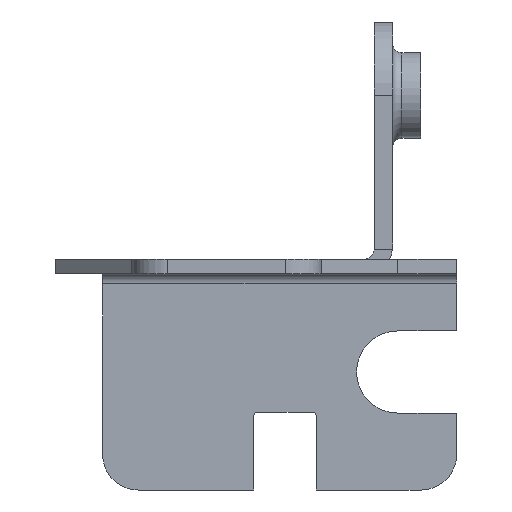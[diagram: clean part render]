
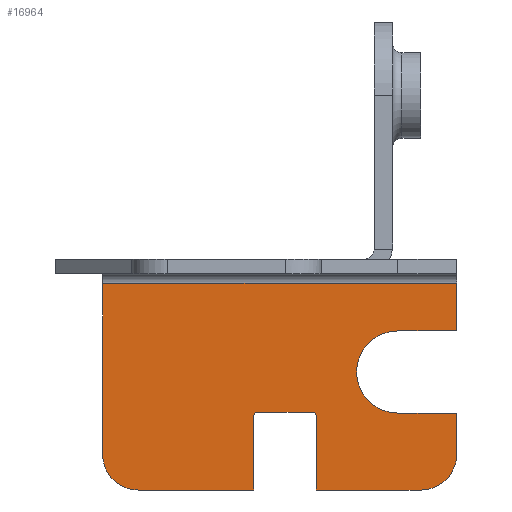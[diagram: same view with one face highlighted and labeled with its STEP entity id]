
A CAD part, front view. The second image highlights one B-rep face of the part: STEP entity #16964.
In plain terms, the highlighted planar face has unit normal (0, -1, 0).
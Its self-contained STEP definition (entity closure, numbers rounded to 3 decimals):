
#959=PLANE('',#17803);
#1722=FACE_OUTER_BOUND('',#2528,.T.);
#2528=EDGE_LOOP('',(#14289,#14290,#14291,#14292,#14293,#14294,#14295,#14296,
#14297,#14298,#14299,#14300,#14301,#14302,#14303,#14304,#14305,#14306));
#2874=CIRCLE('',#17795,0.2);
#2876=CIRCLE('',#17799,0.2);
#2878=CIRCLE('',#17804,1.91);
#2879=CIRCLE('',#17805,2.21);
#2880=CIRCLE('',#17806,1.91);
#5074=LINE('',#26648,#7318);
#5078=LINE('',#26660,#7322);
#5081=LINE('',#26666,#7325);
#5084=LINE('',#26672,#7328);
#5085=LINE('',#26674,#7329);
#5086=LINE('',#26678,#7330);
#5087=LINE('',#26680,#7331);
#5088=LINE('',#26684,#7332);
#5089=LINE('',#26686,#7333);
#5090=LINE('',#26688,#7334);
#5091=LINE('',#26690,#7335);
#5092=LINE('',#26692,#7336);
#5093=LINE('',#26694,#7337);
#7318=VECTOR('',#21498,10.);
#7322=VECTOR('',#21510,10.);
#7325=VECTOR('',#21515,10.);
#7328=VECTOR('',#21520,10.);
#7329=VECTOR('',#21521,10.);
#7330=VECTOR('',#21524,10.);
#7331=VECTOR('',#21525,10.);
#7332=VECTOR('',#21528,10.);
#7333=VECTOR('',#21529,10.);
#7334=VECTOR('',#21530,10.);
#7335=VECTOR('',#21531,10.);
#7336=VECTOR('',#21532,10.);
#7337=VECTOR('',#21533,10.);
#8913=VERTEX_POINT('',#26638);
#8914=VERTEX_POINT('',#26639);
#8917=VERTEX_POINT('',#26647);
#8919=VERTEX_POINT('',#26653);
#8921=VERTEX_POINT('',#26659);
#8923=VERTEX_POINT('',#26665);
#8925=VERTEX_POINT('',#26671);
#8926=VERTEX_POINT('',#26673);
#8927=VERTEX_POINT('',#26675);
#8928=VERTEX_POINT('',#26677);
#8929=VERTEX_POINT('',#26679);
#8930=VERTEX_POINT('',#26681);
#8931=VERTEX_POINT('',#26683);
#8932=VERTEX_POINT('',#26685);
#8933=VERTEX_POINT('',#26687);
#8934=VERTEX_POINT('',#26689);
#8935=VERTEX_POINT('',#26691);
#8936=VERTEX_POINT('',#26693);
#11190=EDGE_CURVE('',#8913,#8914,#2874,.T.);
#11194=EDGE_CURVE('',#8917,#8914,#5074,.T.);
#11197=EDGE_CURVE('',#8917,#8919,#2876,.T.);
#11200=EDGE_CURVE('',#8921,#8919,#5078,.T.);
#11203=EDGE_CURVE('',#8921,#8923,#5081,.T.);
#11206=EDGE_CURVE('',#8913,#8925,#5084,.T.);
#11207=EDGE_CURVE('',#8926,#8925,#5085,.T.);
#11208=EDGE_CURVE('',#8927,#8926,#2878,.T.);
#11209=EDGE_CURVE('',#8927,#8928,#5086,.F.);
#11210=EDGE_CURVE('',#8928,#8929,#5087,.T.);
#11211=EDGE_CURVE('',#8929,#8930,#2879,.T.);
#11212=EDGE_CURVE('',#8930,#8931,#5088,.T.);
#11213=EDGE_CURVE('',#8932,#8931,#5089,.T.);
#11214=EDGE_CURVE('',#8932,#8933,#5090,.F.);
#11215=EDGE_CURVE('',#8934,#8933,#5091,.T.);
#11216=EDGE_CURVE('',#8934,#8935,#5092,.F.);
#11217=EDGE_CURVE('',#8936,#8935,#5093,.T.);
#11218=EDGE_CURVE('',#8923,#8936,#2880,.T.);
#14289=ORIENTED_EDGE('',*,*,#11200,.T.);
#14290=ORIENTED_EDGE('',*,*,#11197,.F.);
#14291=ORIENTED_EDGE('',*,*,#11194,.T.);
#14292=ORIENTED_EDGE('',*,*,#11190,.F.);
#14293=ORIENTED_EDGE('',*,*,#11206,.T.);
#14294=ORIENTED_EDGE('',*,*,#11207,.F.);
#14295=ORIENTED_EDGE('',*,*,#11208,.F.);
#14296=ORIENTED_EDGE('',*,*,#11209,.T.);
#14297=ORIENTED_EDGE('',*,*,#11210,.T.);
#14298=ORIENTED_EDGE('',*,*,#11211,.T.);
#14299=ORIENTED_EDGE('',*,*,#11212,.T.);
#14300=ORIENTED_EDGE('',*,*,#11213,.F.);
#14301=ORIENTED_EDGE('',*,*,#11214,.T.);
#14302=ORIENTED_EDGE('',*,*,#11215,.F.);
#14303=ORIENTED_EDGE('',*,*,#11216,.T.);
#14304=ORIENTED_EDGE('',*,*,#11217,.F.);
#14305=ORIENTED_EDGE('',*,*,#11218,.F.);
#14306=ORIENTED_EDGE('',*,*,#11203,.F.);
#16964=ADVANCED_FACE('',(#1722),#959,.F.);
#17795=AXIS2_PLACEMENT_3D('',#26640,#21490,#21491);
#17799=AXIS2_PLACEMENT_3D('',#26654,#21503,#21504);
#17803=AXIS2_PLACEMENT_3D('',#26670,#21518,#21519);
#17804=AXIS2_PLACEMENT_3D('',#26676,#21522,#21523);
#17805=AXIS2_PLACEMENT_3D('',#26682,#21526,#21527);
#17806=AXIS2_PLACEMENT_3D('',#26695,#21534,#21535);
#21490=DIRECTION('center_axis',(0.,-1.,0.));
#21491=DIRECTION('ref_axis',(0.707,0.,0.707));
#21498=DIRECTION('',(1.,0.,0.));
#21503=DIRECTION('center_axis',(0.,-1.,0.));
#21504=DIRECTION('ref_axis',(-0.707,0.,0.707));
#21510=DIRECTION('',(0.,0.,1.));
#21515=DIRECTION('',(-1.,0.,0.));
#21518=DIRECTION('center_axis',(0.,1.,0.));
#21519=DIRECTION('ref_axis',(1.,0.,0.));
#21520=DIRECTION('',(0.,0.,-1.));
#21521=DIRECTION('',(-1.,0.,0.));
#21522=DIRECTION('center_axis',(0.,1.,0.));
#21523=DIRECTION('ref_axis',(0.707,0.,-0.707));
#21524=DIRECTION('',(0.,0.,-1.));
#21525=DIRECTION('',(-1.,0.,0.));
#21526=DIRECTION('center_axis',(0.,1.,0.));
#21527=DIRECTION('ref_axis',(0.,0.,-1.));
#21528=DIRECTION('',(1.,0.,0.));
#21529=DIRECTION('',(0.,0.,-1.));
#21530=DIRECTION('',(0.,0.,-1.));
#21531=DIRECTION('',(1.,0.,0.));
#21532=DIRECTION('',(0.,0.,1.));
#21533=DIRECTION('',(0.,0.,1.));
#21534=DIRECTION('center_axis',(0.,1.,0.));
#21535=DIRECTION('ref_axis',(-0.707,0.,-0.707));
#26638=CARTESIAN_POINT('',(14.03,120.22,-7.44));
#26639=CARTESIAN_POINT('',(13.83,120.22,-7.24));
#26640=CARTESIAN_POINT('Origin',(13.83,120.22,-7.44));
#26647=CARTESIAN_POINT('',(10.876,120.22,-7.24));
#26648=CARTESIAN_POINT('',(11.493,120.22,-7.24));
#26653=CARTESIAN_POINT('',(10.676,120.22,-7.44));
#26654=CARTESIAN_POINT('Origin',(10.876,120.22,-7.44));
#26659=CARTESIAN_POINT('',(10.676,120.22,-11.43));
#26660=CARTESIAN_POINT('',(10.676,120.22,-8.328));
#26665=CARTESIAN_POINT('',(4.45,120.22,-11.43));
#26666=CARTESIAN_POINT('',(16.828,120.22,-11.43));
#26670=CARTESIAN_POINT('Origin',(12.065,120.22,-5.227));
#26671=CARTESIAN_POINT('',(14.03,120.22,-11.43));
#26672=CARTESIAN_POINT('',(14.03,120.22,-8.328));
#26673=CARTESIAN_POINT('',(19.68,120.22,-11.43));
#26674=CARTESIAN_POINT('',(16.828,120.22,-11.43));
#26675=CARTESIAN_POINT('',(21.59,120.22,-9.52));
#26676=CARTESIAN_POINT('Origin',(19.68,120.22,-9.52));
#26677=CARTESIAN_POINT('',(21.59,120.22,-7.29));
#26678=CARTESIAN_POINT('',(21.59,120.22,-2.863));
#26679=CARTESIAN_POINT('',(18.42,120.22,-7.29));
#26680=CARTESIAN_POINT('',(16.828,120.22,-7.29));
#26681=CARTESIAN_POINT('',(18.42,120.22,-2.87));
#26682=CARTESIAN_POINT('Origin',(18.42,120.22,-5.08));
#26683=CARTESIAN_POINT('',(21.59,120.22,-2.87));
#26684=CARTESIAN_POINT('',(15.243,120.22,-2.87));
#26685=CARTESIAN_POINT('',(21.59,120.22,-0.5));
#26686=CARTESIAN_POINT('',(21.59,120.22,-2.863));
#26687=CARTESIAN_POINT('',(21.59,120.22,-0.3));
#26688=CARTESIAN_POINT('',(21.59,120.22,-2.863));
#26689=CARTESIAN_POINT('',(2.54,120.22,-0.3));
#26690=CARTESIAN_POINT('',(15.884,120.22,-0.3));
#26691=CARTESIAN_POINT('',(2.54,120.22,-0.5));
#26692=CARTESIAN_POINT('',(2.54,120.22,-2.613));
#26693=CARTESIAN_POINT('',(2.54,120.22,-9.52));
#26694=CARTESIAN_POINT('',(2.54,120.22,-2.613));
#26695=CARTESIAN_POINT('Origin',(4.45,120.22,-9.52));
